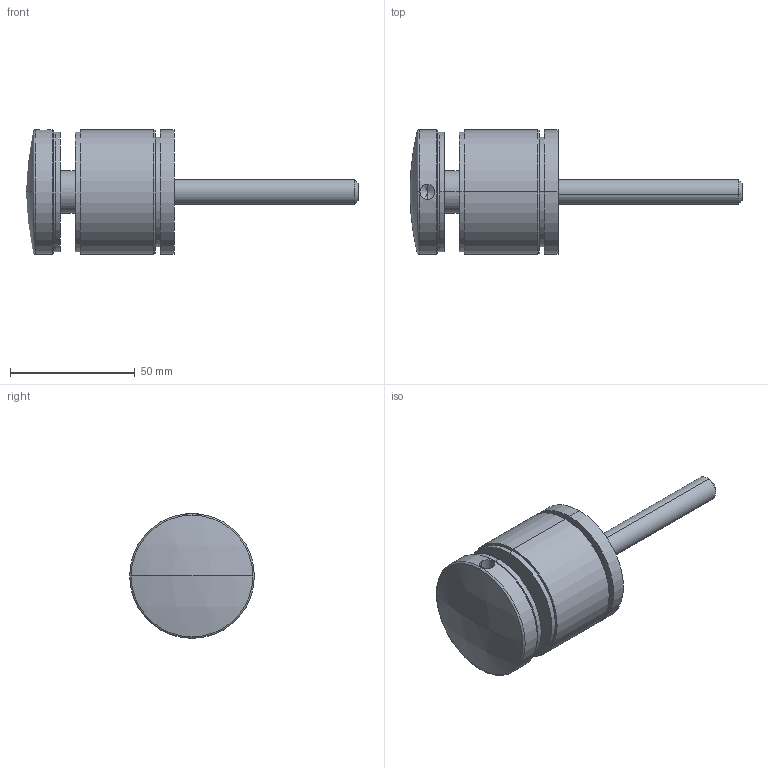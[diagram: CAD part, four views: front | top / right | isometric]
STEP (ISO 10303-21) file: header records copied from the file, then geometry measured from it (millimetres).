
FILE_DESCRIPTION (( 'STEP AP203' ), '1' );
FILE_NAME ('A-0747-FLEX2.STEP', '2024-05-02T07:47:43', ( '' ), ( '' ), 'SwSTEP 2.0', 'SolidWorks 2019', '' );
FILE_SCHEMA (( 'CONFIG_CONTROL_DESIGN' ));
Length unit declared in the file: millimetre
Products named in the file (8): A-0747-FLEX2-P4; A-0747-FLEX2-P7; A-0747-FLEX2-P3; A-0747-FLEX2-P1; A-0747-FLEX2-P5; A-0747-FLEX2-P2; A-0747-FLEX2-P6; A-0747-FLEX2
Assembly tree (7 placements, depth 2):
  A-0747-FLEX2
    A-0747-FLEX2-P2
    A-0747-FLEX2-P3
    A-0747-FLEX2-P4
    A-0747-FLEX2-P5
    A-0747-FLEX2-P6
    A-0747-FLEX2-P7
    A-0747-FLEX2-P1
Bounding box: 133.08 x 50 x 50 mm (x, y, z)
Volume: 91673.1 mm3; surface area: 44014.4 mm2
Topology: 7 solids, 7 shells, 102 faces, 217 edges, 129 vertices
Faces by surface type: cylinder 46, cone 34, plane 18, torus 2, sphere 2
Entity records: 3647 total; most frequent: DIRECTION 553, CARTESIAN_POINT 518, ORIENTED_EDGE 418, AXIS2_PLACEMENT_3D 236, EDGE_CURVE 209, VERTEX_POINT 129, CIRCLE 124, EDGE_LOOP 124
